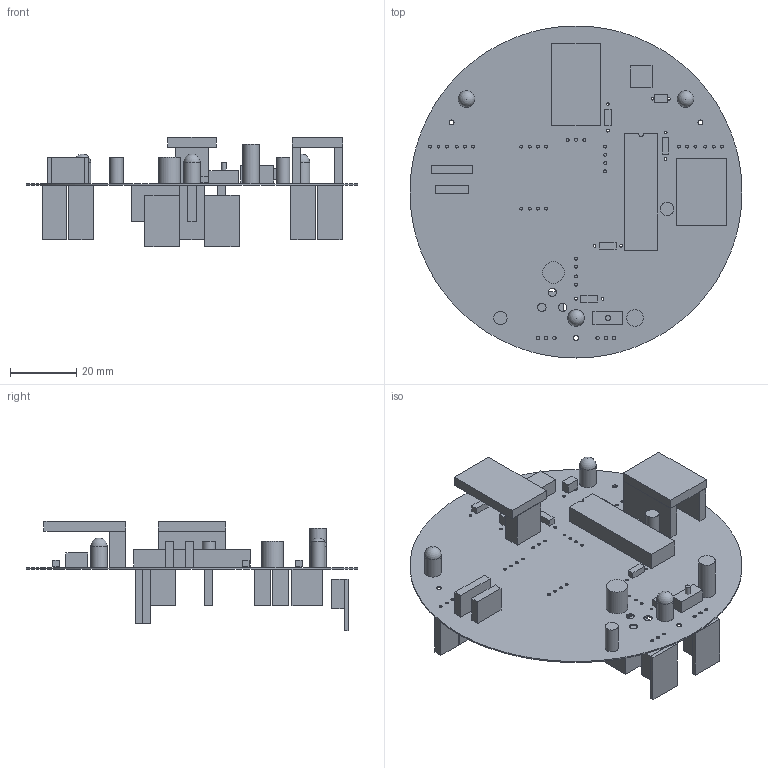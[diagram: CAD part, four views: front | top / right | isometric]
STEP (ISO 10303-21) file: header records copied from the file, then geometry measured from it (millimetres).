
FILE_DESCRIPTION(('Open CASCADE Model'),'2;1');
FILE_NAME('Open CASCADE Shape Model','2018-08-17T03:01:44',('Author'),( 'Open CASCADE'),'Open CASCADE STEP processor 6.5','Open CASCADE 6.5' ,'Unknown');
FILE_SCHEMA(('AUTOMOTIVE_DESIGN { 1 0 10303 214 1 1 1 1 }'));
Length unit declared in the file: millimetre
Products named in the file (98): PCB; Board; C6; 644286144; Extruded; WIFI; 569274640; 569273744; SERVO; 644291392; Reset; 644292288; R5; 644294080; R4; 644294592; R3; R2; R1; PIC; 2030036272; PickIt3; 644295744; ON/OFF; 644288064; 644150472; Cylinder; MS3; 644295232; MS2; 644284352; MS1; MOT2; 644282432; MOT1; LED3; 591099488; 196493448; Sphere; LED2 ...
Assembly tree (109 placements, depth 4):
  PCB
    Board
    C6
      644286144
        Extruded
    WIFI
      569274640
        Extruded
      569273744
        Extruded
    SERVO
      644291392
        Extruded
    Reset
      644292288
        Extruded
    R5
      644294080
        Extruded
    R4
      644294592
        Extruded
    R3
      644294592
        Extruded
    R2
      644294080
        Extruded
    R1
      644294592
        Extruded
    PIC
      2030036272
        Extruded
    PickIt3
      644295744
        Extruded
    ON/OFF
      644288064
        Extruded
      644150472
        Cylinder
    MS3
      644295232
        Extruded
    MS2
      644284352
        Extruded
    MS1
      644295232
        Extruded
    MOT2
      644282432
        Extruded
    MOT1
      644282432
        Extruded
    LED3
      591099488
        Cylinder
Bounding box: 100.02 x 100.02 x 32.89 mm (x, y, z)
Volume: 16080.5 mm3; surface area: 28463.9 mm2
Topology: 44 solids, 44 shells, 526 faces, 1332 edges, 888 vertices
Faces by surface type: plane 378, cylinder 145, sphere 3
Full cylindrical faces by diameter (mm): 0.8 x56, 0.85 x5, 0.9 x64, 1 x6, 1.5 x4, 2.5 x3, 4 x2, 5 x4, 6.5 x1
Entity records: 32734 total; most frequent: CARTESIAN_POINT 6646, DIRECTION 4649, LINE 2941, VECTOR 2941, ORIENTED_EDGE 2358, PCURVE 2358, DEFINITIONAL_REPRESENTATION 2358, EDGE_CURVE 1179
